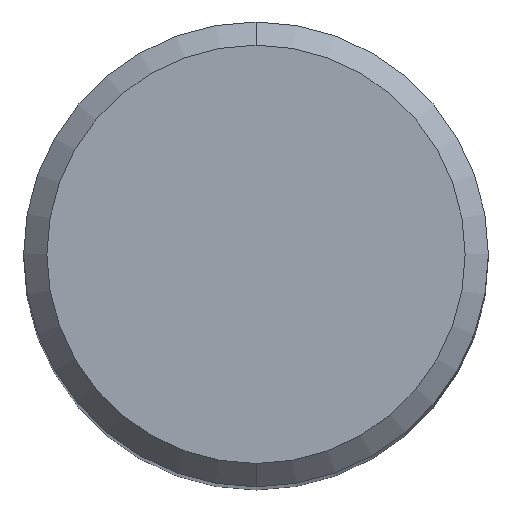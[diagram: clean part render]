
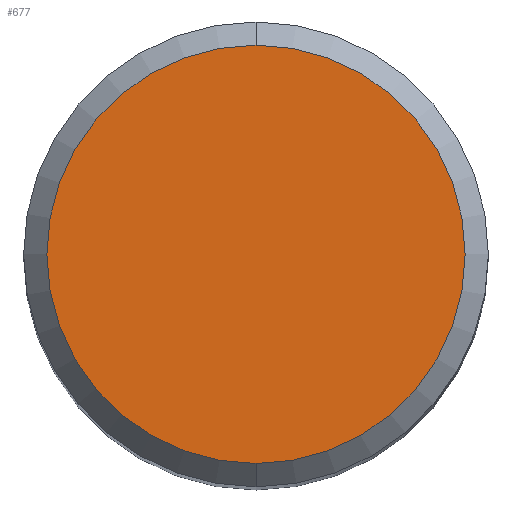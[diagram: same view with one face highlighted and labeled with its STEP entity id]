
A CAD part, top view. The second image highlights one B-rep face of the part: STEP entity #677.
In plain terms, the highlighted planar face has unit normal (0, 0, 1).
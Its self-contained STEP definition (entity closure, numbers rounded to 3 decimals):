
#301=VERTEX_POINT('',#824);
#311=EDGE_CURVE('',#559,#301,#835,.T.);
#559=VERTEX_POINT('',#1102);
#569=EDGE_CURVE('',#301,#559,#1112,.T.);
#677=ADVANCED_FACE('',(#1230),#1231,.T.);
#824=CARTESIAN_POINT('',(0.0,4.5,0.0));
#835=CIRCLE('',#1635,4.5);
#1102=CARTESIAN_POINT('',(0.,-4.5,0.0));
#1112=CIRCLE('',#5057,4.5);
#1230=FACE_OUTER_BOUND('',#5643,.T.);
#1231=PLANE('',#5644);
#1635=AXIS2_PLACEMENT_3D('',#8362,#8363,#8364);
#5057=AXIS2_PLACEMENT_3D('',#8600,#8601,#8602);
#5643=EDGE_LOOP('',(#8727,#8728));
#5644=AXIS2_PLACEMENT_3D('',#8729,#8730,#8731);
#8362=CARTESIAN_POINT('',(0.0,0.0,0.0));
#8363=DIRECTION('',(0.0,0.0,-1.0));
#8364=DIRECTION('',(0.0,1.0,0.0));
#8600=CARTESIAN_POINT('',(0.0,0.0,0.0));
#8601=DIRECTION('',(0.0,0.0,-1.0));
#8602=DIRECTION('',(0.0,1.0,0.0));
#8727=ORIENTED_EDGE('',*,*,#569,.F.);
#8728=ORIENTED_EDGE('',*,*,#311,.F.);
#8729=CARTESIAN_POINT('',(0.0,2.25,0.0));
#8730=DIRECTION('',(-0.0,0.0,1.0));
#8731=DIRECTION('',(0.0,-1.0,0.0));
